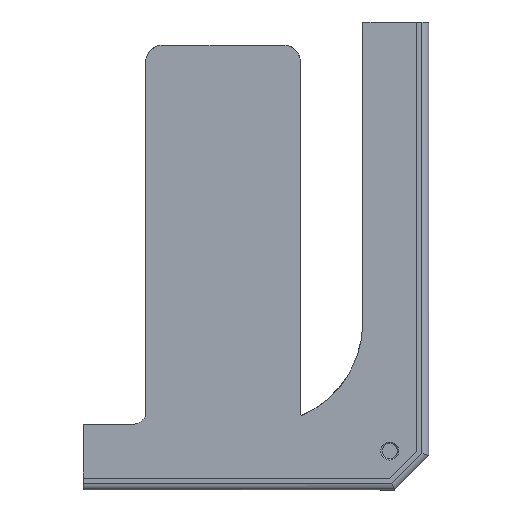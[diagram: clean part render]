
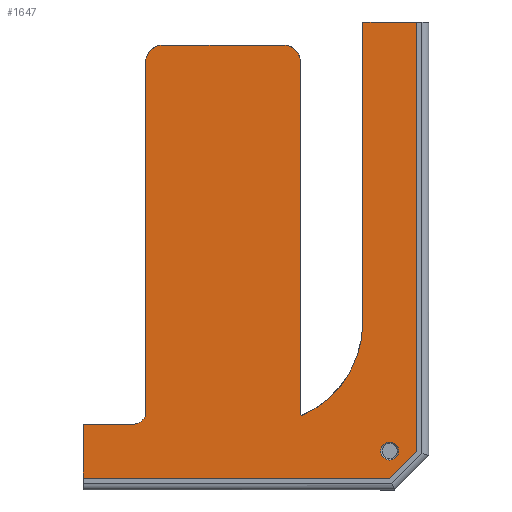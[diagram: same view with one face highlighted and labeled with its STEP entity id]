
A CAD part, left-side view. The second image highlights one B-rep face of the part: STEP entity #1647.
In plain terms, the highlighted planar face has unit normal (-1, 0, 0).
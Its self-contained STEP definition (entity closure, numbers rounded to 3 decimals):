
#19=FACE_BOUND('',#286,.T.);
#89=PLANE('',#1838);
#183=FACE_OUTER_BOUND('',#285,.T.);
#285=EDGE_LOOP('',(#1445,#1446,#1447,#1448,#1449,#1450,#1451,#1452,#1453,
#1454,#1455,#1456,#1457,#1458,#1459));
#286=EDGE_LOOP('',(#1460));
#316=CIRCLE('',#1692,30.);
#320=CIRCLE('',#1698,3.5);
#329=CIRCLE('',#1713,5.);
#366=CIRCLE('',#1770,5.);
#402=CIRCLE('',#1834,3.5);
#403=CIRCLE('',#1839,2.65);
#424=LINE('',#2418,#543);
#443=LINE('',#2464,#562);
#448=LINE('',#2493,#567);
#508=LINE('',#3577,#627);
#509=LINE('',#3579,#628);
#510=LINE('',#3581,#629);
#512=LINE('',#3584,#631);
#513=LINE('',#3586,#632);
#514=LINE('',#3588,#633);
#515=LINE('',#3589,#634);
#543=VECTOR('',#1904,10.);
#562=VECTOR('',#1943,10.);
#567=VECTOR('',#1958,10.);
#627=VECTOR('',#2298,10.);
#628=VECTOR('',#2301,10.);
#629=VECTOR('',#2304,10.);
#631=VECTOR('',#2308,10.);
#632=VECTOR('',#2309,10.);
#633=VECTOR('',#2310,10.);
#634=VECTOR('',#2311,10.);
#660=VERTEX_POINT('',#2415);
#661=VERTEX_POINT('',#2417);
#677=VERTEX_POINT('',#2461);
#678=VERTEX_POINT('',#2463);
#679=VERTEX_POINT('',#2467);
#681=VERTEX_POINT('',#2470);
#687=VERTEX_POINT('',#2498);
#702=VERTEX_POINT('',#2834);
#703=VERTEX_POINT('',#2836);
#748=VERTEX_POINT('',#3381);
#749=VERTEX_POINT('',#3383);
#789=VERTEX_POINT('',#3570);
#790=VERTEX_POINT('',#3572);
#791=VERTEX_POINT('',#3585);
#792=VERTEX_POINT('',#3587);
#793=VERTEX_POINT('',#3590);
#820=EDGE_CURVE('',#660,#661,#424,.T.);
#843=EDGE_CURVE('',#677,#678,#443,.T.);
#846=EDGE_CURVE('',#681,#679,#316,.F.);
#852=EDGE_CURVE('',#677,#681,#448,.T.);
#856=EDGE_CURVE('',#687,#679,#320,.T.);
#878=EDGE_CURVE('',#702,#703,#329,.T.);
#947=EDGE_CURVE('',#748,#749,#366,.T.);
#1016=EDGE_CURVE('',#789,#790,#402,.T.);
#1019=EDGE_CURVE('',#789,#661,#508,.T.);
#1020=EDGE_CURVE('',#687,#703,#509,.T.);
#1021=EDGE_CURVE('',#749,#702,#510,.T.);
#1023=EDGE_CURVE('',#790,#748,#512,.T.);
#1024=EDGE_CURVE('',#791,#660,#513,.T.);
#1025=EDGE_CURVE('',#792,#791,#514,.T.);
#1026=EDGE_CURVE('',#678,#792,#515,.T.);
#1027=EDGE_CURVE('',#793,#793,#403,.T.);
#1445=ORIENTED_EDGE('',*,*,#947,.F.);
#1446=ORIENTED_EDGE('',*,*,#1023,.F.);
#1447=ORIENTED_EDGE('',*,*,#1016,.F.);
#1448=ORIENTED_EDGE('',*,*,#1019,.T.);
#1449=ORIENTED_EDGE('',*,*,#820,.F.);
#1450=ORIENTED_EDGE('',*,*,#1024,.F.);
#1451=ORIENTED_EDGE('',*,*,#1025,.F.);
#1452=ORIENTED_EDGE('',*,*,#1026,.F.);
#1453=ORIENTED_EDGE('',*,*,#843,.F.);
#1454=ORIENTED_EDGE('',*,*,#852,.T.);
#1455=ORIENTED_EDGE('',*,*,#846,.T.);
#1456=ORIENTED_EDGE('',*,*,#856,.F.);
#1457=ORIENTED_EDGE('',*,*,#1020,.T.);
#1458=ORIENTED_EDGE('',*,*,#878,.F.);
#1459=ORIENTED_EDGE('',*,*,#1021,.F.);
#1460=ORIENTED_EDGE('',*,*,#1027,.F.);
#1647=ADVANCED_FACE('',(#183,#19),#89,.T.);
#1692=AXIS2_PLACEMENT_3D('',#2471,#1948,#1949);
#1698=AXIS2_PLACEMENT_3D('',#2500,#1965,#1966);
#1713=AXIS2_PLACEMENT_3D('',#2837,#2003,#2004);
#1770=AXIS2_PLACEMENT_3D('',#3384,#2136,#2137);
#1834=AXIS2_PLACEMENT_3D('',#3573,#2292,#2293);
#1838=AXIS2_PLACEMENT_3D('',#3583,#2306,#2307);
#1839=AXIS2_PLACEMENT_3D('',#3591,#2312,#2313);
#1904=DIRECTION('',(0.,0.,1.));
#1943=DIRECTION('',(0.,-1.,0.));
#1948=DIRECTION('center_axis',(-1.,0.,0.));
#1949=DIRECTION('ref_axis',(0.,-0.707,-0.707));
#1958=DIRECTION('',(0.,0.,-1.));
#1965=DIRECTION('center_axis',(-1.,0.,0.));
#1966=DIRECTION('ref_axis',(0.,0.707,-0.707));
#2003=DIRECTION('center_axis',(1.,0.,0.));
#2004=DIRECTION('ref_axis',(0.,-0.707,0.707));
#2136=DIRECTION('center_axis',(1.,0.,0.));
#2137=DIRECTION('ref_axis',(0.,0.707,0.707));
#2292=DIRECTION('center_axis',(-1.,0.,0.));
#2293=DIRECTION('ref_axis',(0.,-0.707,-0.707));
#2298=DIRECTION('',(0.,1.,0.));
#2301=DIRECTION('',(0.,0.,1.));
#2304=DIRECTION('',(0.,-1.,0.));
#2306=DIRECTION('center_axis',(-1.,0.,0.));
#2307=DIRECTION('ref_axis',(0.,0.,1.));
#2308=DIRECTION('',(0.,0.,1.));
#2309=DIRECTION('',(0.,1.,0.));
#2310=DIRECTION('',(0.,0.707,-0.707));
#2311=DIRECTION('',(0.,0.,-1.));
#2312=DIRECTION('center_axis',(-1.,0.,0.));
#2313=DIRECTION('ref_axis',(0.,0.,-1.));
#2415=CARTESIAN_POINT('',(40.753,976.592,3.5));
#2417=CARTESIAN_POINT('',(40.753,976.593,19.363));
#2418=CARTESIAN_POINT('',(40.753,976.594,57.375));
#2461=CARTESIAN_POINT('',(40.751,894.366,137.641));
#2463=CARTESIAN_POINT('',(40.75,878.503,137.641));
#2464=CARTESIAN_POINT('',(40.752,935.485,137.641));
#2467=CARTESIAN_POINT('',(40.751,912.558,21.784));
#2470=CARTESIAN_POINT('',(40.751,894.364,49.363));
#2471=CARTESIAN_POINT('Origin',(40.752,924.364,49.363));
#2493=CARTESIAN_POINT('',(40.751,894.365,98.582));
#2498=CARTESIAN_POINT('',(40.751,912.728,22.863));
#2500=CARTESIAN_POINT('Origin',(40.751,909.228,22.863));
#2834=CARTESIAN_POINT('',(40.751,917.728,130.825));
#2836=CARTESIAN_POINT('',(40.751,912.728,125.825));
#2837=CARTESIAN_POINT('Origin',(40.751,917.728,125.825));
#3381=CARTESIAN_POINT('',(40.753,958.228,125.825));
#3383=CARTESIAN_POINT('',(40.753,953.228,130.825));
#3384=CARTESIAN_POINT('Origin',(40.753,953.228,125.825));
#3570=CARTESIAN_POINT('',(40.753,961.728,19.363));
#3572=CARTESIAN_POINT('',(40.753,958.228,22.863));
#3573=CARTESIAN_POINT('Origin',(40.753,961.728,22.863));
#3577=CARTESIAN_POINT('',(40.756,1058.837,19.363));
#3579=CARTESIAN_POINT('',(40.751,912.728,19.363));
#3581=CARTESIAN_POINT('',(40.751,912.728,130.825));
#3583=CARTESIAN_POINT('Origin',(40.753,976.604,177.8));
#3584=CARTESIAN_POINT('',(40.753,958.228,19.363));
#3585=CARTESIAN_POINT('',(40.75,886.45,3.5));
#3586=CARTESIAN_POINT('',(40.752,931.527,3.5));
#3587=CARTESIAN_POINT('',(40.75,878.501,11.45));
#3588=CARTESIAN_POINT('',(40.75,861.438,28.512));
#3589=CARTESIAN_POINT('',(40.75,878.506,260.976));
#3590=CARTESIAN_POINT('',(40.75,886.451,14.1));
#3591=CARTESIAN_POINT('Origin',(40.75,886.451,11.45));
